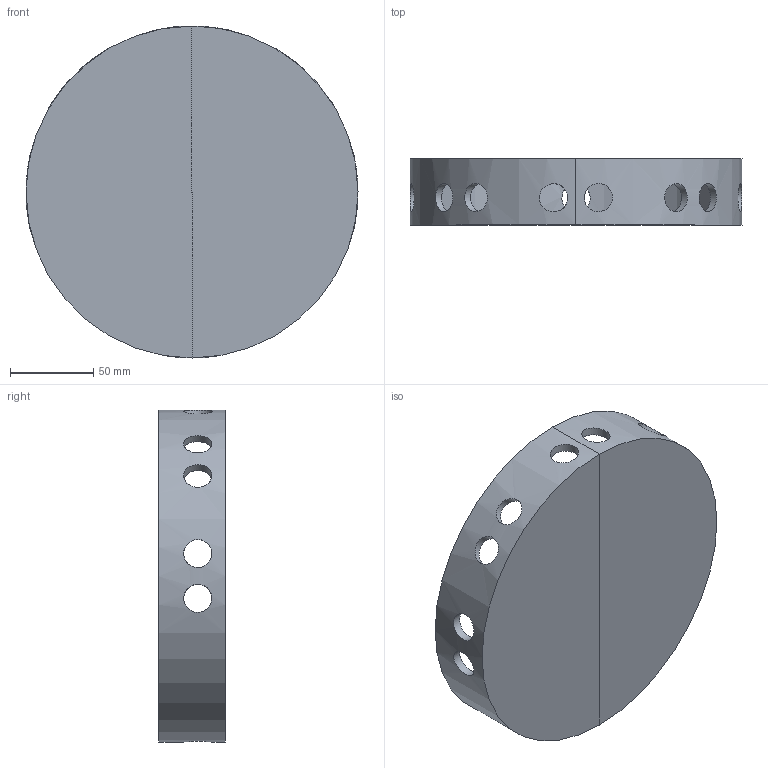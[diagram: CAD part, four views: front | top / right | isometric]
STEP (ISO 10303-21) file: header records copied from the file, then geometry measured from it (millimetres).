
FILE_DESCRIPTION(/* description */ (''),/* implementation_level */ '2;1');
FILE_NAME(/* name */ 'ECE5 Base v8.step',/* time_stamp */ '2018-03-17T01:04:37-07:00',/* author */ ('drew4n'),/* organization */ (''),/* preprocessor_version */ 'ST-DEVELOPER v16.13',/* originating_system */ 'Autodesk Translation Framework v6.5.0.72',/* authorisation */ '');
FILE_SCHEMA (('AUTOMOTIVE_DESIGN { 1 0 10303 214 3 1 1 }'));
Length unit declared in the file: millimetre
Products named in the file (3): ECE5 Base; Component1; Component2
Assembly tree (2 placements, depth 2):
  ECE5 Base
    Component1
    Component2
Bounding box: 200 x 40 x 200 mm (x, y, z)
Volume: 251696.5 mm3; surface area: 109314.5 mm2
Topology: 2 solids, 2 shells, 27 faces, 88 edges, 65 vertices
Faces by surface type: cylinder 14, plane 10, bspline 3
Full cylindrical faces by diameter (mm): 17 x10
Entity records: 2090 total; most frequent: CARTESIAN_POINT 1275, ORIENTED_EDGE 176, DIRECTION 105, EDGE_CURVE 88, VERTEX_POINT 65, B_SPLINE_CURVE_WITH_KNOTS 49, EDGE_LOOP 47, AXIS2_PLACEMENT_3D 37
